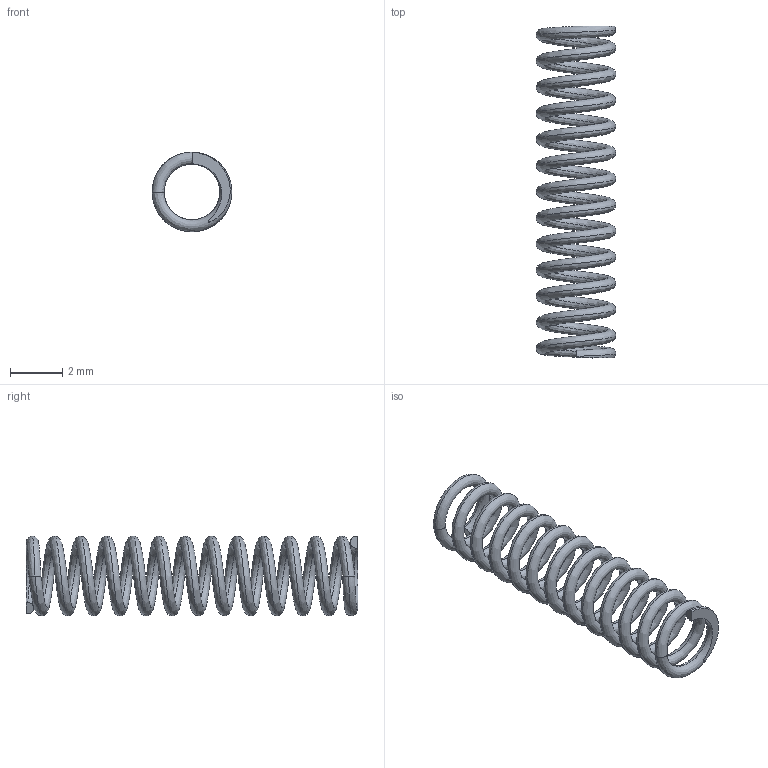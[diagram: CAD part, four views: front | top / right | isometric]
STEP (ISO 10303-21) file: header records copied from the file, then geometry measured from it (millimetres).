
FILE_DESCRIPTION(('OneSpaceDesigner STEP Export'),'2;1');
FILE_NAME('spring.step','2008-04-18T15:51:11',(''),(''),'CoCreate Modeling STEP processor for AP214 (Solid Model)','CoCreate Modeling 16.00P0223 23-Feb-2008 (C) CoCreate Software GmbH','');
FILE_SCHEMA(('AUTOMOTIVE_DESIGN { 1 0 10303 214 1 1 1 1 }'));
Length unit declared in the file: millimetre
Products named in the file (2): CoilSpringS-345
Assembly tree (1 placements, depth 2):
  CoilSpringS-345
    CoilSpringS-345
Bounding box: 3.05 x 12.7 x 3.05 mm (x, y, z)
Volume: 17.9 mm3; surface area: 158.6 mm2
Topology: 1 solids, 1 shells, 10 faces, 20 edges, 12 vertices
Faces by surface type: bspline 6, plane 4
Entity records: 3585 total; most frequent: CARTESIAN_POINT 3357, ORIENTED_EDGE 40, DIRECTION 22, EDGE_CURVE 20, VERTEX_POINT 12, EDGE_LOOP 10, FACE_OUTER_BOUND 10, ADVANCED_FACE 10
